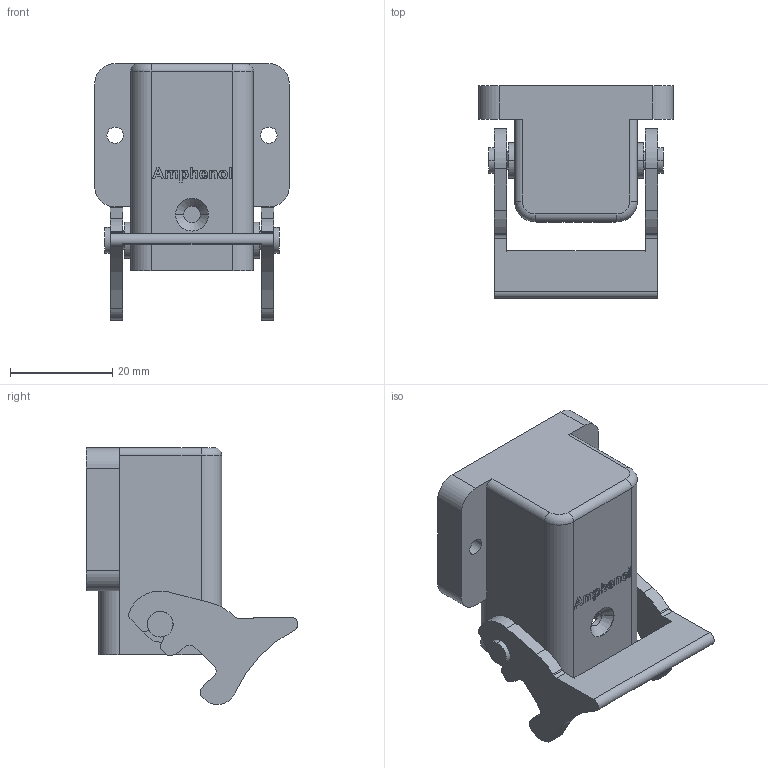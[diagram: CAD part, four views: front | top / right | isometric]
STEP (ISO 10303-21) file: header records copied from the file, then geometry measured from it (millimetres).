
FILE_DESCRIPTION(/* description */ (''),/* implementation_level */ '2;1');
FILE_NAME(/* name */ 'C146_10F003_004_4.stp',/* time_stamp */ '2016-04-13T14:25:40+02:00',/* author */ (''),/* organization */ (''),/* preprocessor_version */ 'ST-DEVELOPER v15',/* originating_system */ 'SIEMENS PLM Software NX 9.0',/* authorisation */ '');
FILE_SCHEMA (('CONFIG_CONTROL_DESIGN'));
Length unit declared in the file: millimetre
Products named in the file (1): c146 10f003 004 4nxm001-03
Bounding box: 38 x 41.4 x 50.16 mm (x, y, z)
Volume: 11759.3 mm3; surface area: 10901.8 mm2
Topology: 1 solids, 1 shells, 232 faces, 620 edges, 404 vertices
Faces by surface type: plane 114, cylinder 78, extrusion 25, torus 10, cone 3, bspline 2
Entity records: 8058 total; most frequent: CARTESIAN_POINT 2262, ORIENTED_EDGE 1240, DIRECTION 1110, EDGE_CURVE 620, VERTEX_POINT 404, AXIS2_PLACEMENT_3D 395, VECTOR 320, LINE 295
